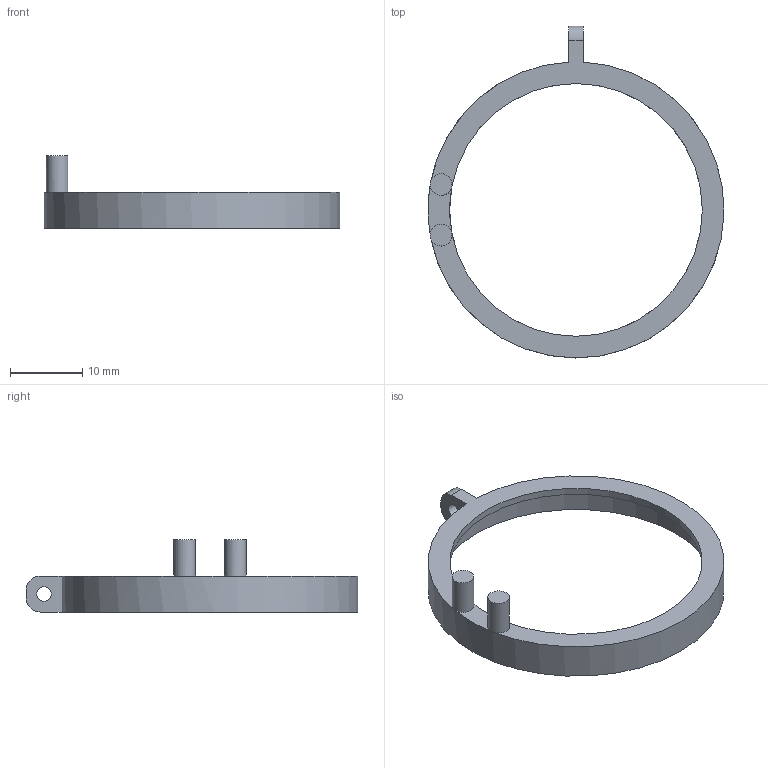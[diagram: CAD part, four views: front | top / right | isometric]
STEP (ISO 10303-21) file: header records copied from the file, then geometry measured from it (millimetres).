
FILE_DESCRIPTION(('FreeCAD Model'),'2;1');
FILE_NAME('ring.step', '2020-12-10T10:58:47',('Author'),(''), 'Open CASCADE STEP processor 7.3','FreeCAD','Unknown');
FILE_SCHEMA(('AUTOMOTIVE_DESIGN { 1 0 10303 214 1 1 1 1 }'));
Length unit declared in the file: millimetre
Products named in the file (1): Fillet
Bounding box: 40.99 x 45.98 x 10 mm (x, y, z)
Volume: 971.6 mm3; surface area: 2123.9 mm2
Topology: 1 solids, 1 shells, 17 faces, 41 edges, 26 vertices
Faces by surface type: plane 9, cylinder 8
Full cylindrical faces by diameter (mm): 2 x1, 3 x2, 35 x1, 39 x1
Entity records: 1085 total; most frequent: CARTESIAN_POINT 197, DIRECTION 178, ORIENTED_EDGE 82, PCURVE 82, DEFINITIONAL_REPRESENTATION 82, LINE 75, VECTOR 75, CIRCLE 43
